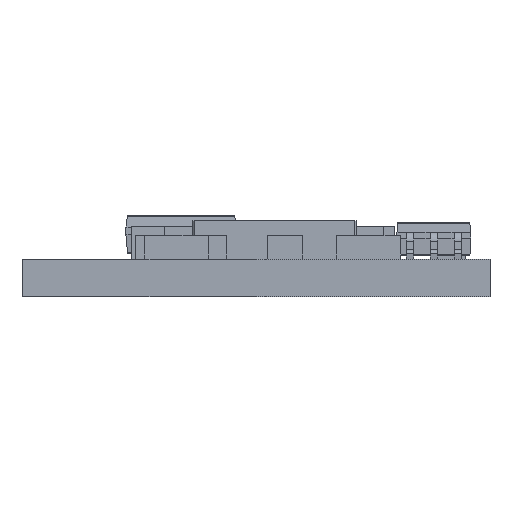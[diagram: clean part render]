
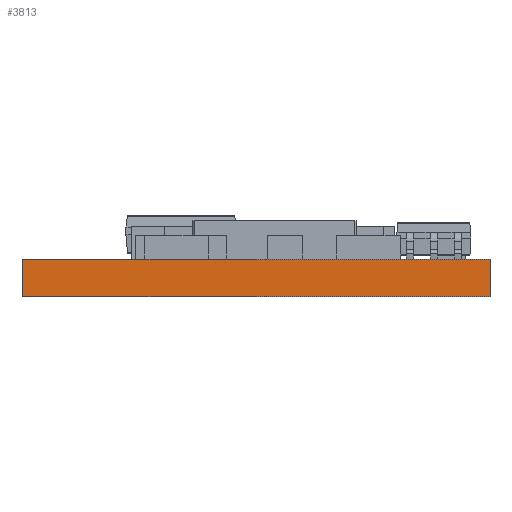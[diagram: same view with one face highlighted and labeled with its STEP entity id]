
A CAD part, front view. The second image highlights one B-rep face of the part: STEP entity #3813.
In plain terms, the highlighted planar face has unit normal (0, -1, 0).
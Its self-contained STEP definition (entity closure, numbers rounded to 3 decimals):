
#3522 = VERTEX_POINT ( 'NONE', #30932 ) ;
#3813 = ADVANCED_FACE ( 'NONE', ( #14418 ), #20918, .F. ) ;
#4179 = CARTESIAN_POINT ( 'NONE',  ( 0., 0., 0. ) ) ;
#4632 = CARTESIAN_POINT ( 'NONE',  ( 0., 0., 1.02 ) ) ;
#6146 = CARTESIAN_POINT ( 'NONE',  ( 0., 0., 1.02 ) ) ;
#7553 = VECTOR ( 'NONE', #19114, 1000. ) ;
#9422 = VECTOR ( 'NONE', #27534, 1000. ) ;
#9456 = ORIENTED_EDGE ( 'NONE', *, *, #14630, .F. ) ;
#9852 = AXIS2_PLACEMENT_3D ( 'NONE', #23901, #11891, #32875 ) ;
#10655 = VECTOR ( 'NONE', #32975, 1000. ) ;
#11891 = DIRECTION ( 'NONE',  ( 0., 1., 0. ) ) ;
#12439 = VERTEX_POINT ( 'NONE', #29440 ) ;
#13056 = CARTESIAN_POINT ( 'NONE',  ( 12.7, 0., 0. ) ) ;
#14418 = FACE_OUTER_BOUND ( 'NONE', #18509, .T. ) ;
#14630 = EDGE_CURVE ( 'NONE', #12439, #3522, #35503, .T. ) ;
#16988 = CARTESIAN_POINT ( 'NONE',  ( 0., 0., 0. ) ) ;
#18509 = EDGE_LOOP ( 'NONE', ( #25407, #19023, #9456, #29110 ) ) ;
#18558 = VECTOR ( 'NONE', #20604, 1000. ) ;
#19023 = ORIENTED_EDGE ( 'NONE', *, *, #34029, .F. ) ;
#19114 = DIRECTION ( 'NONE',  ( 1., 0., 0. ) ) ;
#20582 = EDGE_CURVE ( 'NONE', #25454, #29008, #21146, .T. ) ;
#20604 = DIRECTION ( 'NONE',  ( 0., 0., -1. ) ) ;
#20918 = PLANE ( 'NONE',  #9852 ) ;
#21146 = LINE ( 'NONE', #4179, #9422 ) ;
#23240 = EDGE_CURVE ( 'NONE', #12439, #25454, #25589, .T. ) ;
#23901 = CARTESIAN_POINT ( 'NONE',  ( 0., 0., 1.02 ) ) ;
#25407 = ORIENTED_EDGE ( 'NONE', *, *, #20582, .T. ) ;
#25454 = VERTEX_POINT ( 'NONE', #16988 ) ;
#25589 = LINE ( 'NONE', #6146, #10655 ) ;
#27534 = DIRECTION ( 'NONE',  ( 1., 0., 0. ) ) ;
#29008 = VERTEX_POINT ( 'NONE', #13056 ) ;
#29110 = ORIENTED_EDGE ( 'NONE', *, *, #23240, .T. ) ;
#29329 = CARTESIAN_POINT ( 'NONE',  ( 12.7, 0., 1.02 ) ) ;
#29440 = CARTESIAN_POINT ( 'NONE',  ( 0., 0., 1.02 ) ) ;
#30932 = CARTESIAN_POINT ( 'NONE',  ( 12.7, 0., 1.02 ) ) ;
#32875 = DIRECTION ( 'NONE',  ( 0., 0., 1. ) ) ;
#32975 = DIRECTION ( 'NONE',  ( 0., 0., -1. ) ) ;
#34029 = EDGE_CURVE ( 'NONE', #3522, #29008, #37210, .T. ) ;
#35503 = LINE ( 'NONE', #4632, #7553 ) ;
#37210 = LINE ( 'NONE', #29329, #18558 ) ;
